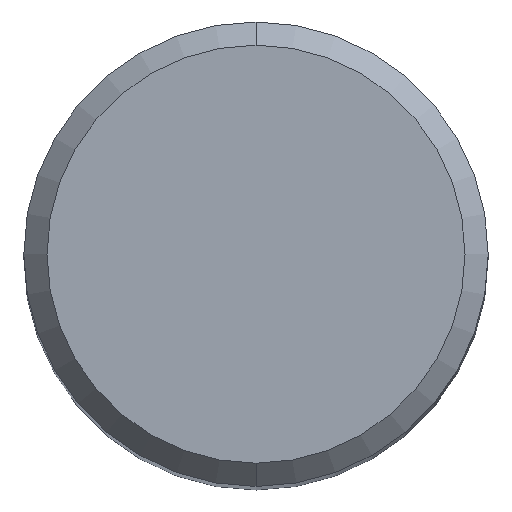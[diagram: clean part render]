
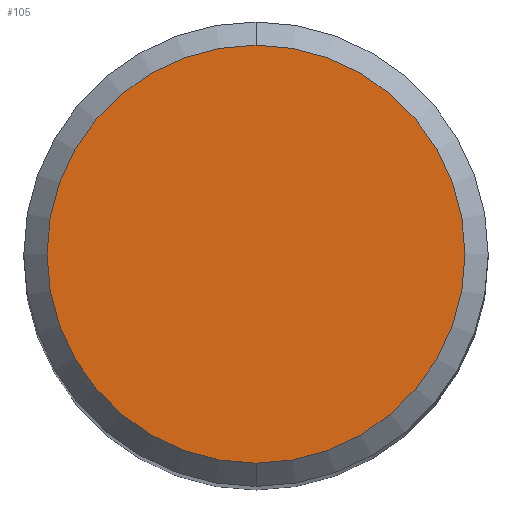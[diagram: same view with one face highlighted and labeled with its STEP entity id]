
A CAD part, top view. The second image highlights one B-rep face of the part: STEP entity #105.
In plain terms, the highlighted planar face has unit normal (0, 0, 1).
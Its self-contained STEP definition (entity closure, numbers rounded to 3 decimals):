
#105=ADVANCED_FACE('',(#256),#257,.T.);
#143=EDGE_CURVE('',#225,#179,#300,.T.);
#179=VERTEX_POINT('',#340);
#181=EDGE_CURVE('',#179,#225,#342,.T.);
#225=VERTEX_POINT('',#392);
#256=FACE_OUTER_BOUND('',#419,.T.);
#257=PLANE('',#420);
#300=CIRCLE('',#475,3.6);
#340=CARTESIAN_POINT('',(0.0,3.6,0.));
#342=CIRCLE('',#531,3.6);
#392=CARTESIAN_POINT('',(0.,-3.6,0.));
#419=EDGE_LOOP('',(#606,#607));
#420=AXIS2_PLACEMENT_3D('',#608,#609,#610);
#475=AXIS2_PLACEMENT_3D('',#669,#670,#671);
#531=AXIS2_PLACEMENT_3D('',#720,#721,#722);
#606=ORIENTED_EDGE('',*,*,#181,.F.);
#607=ORIENTED_EDGE('',*,*,#143,.F.);
#608=CARTESIAN_POINT('',(0.0,1.8,0.));
#609=DIRECTION('',(-0.0,0.0,1.0));
#610=DIRECTION('',(0.0,-1.0,0.0));
#669=CARTESIAN_POINT('',(0.0,0.0,0.));
#670=DIRECTION('',(0.0,0.0,-1.0));
#671=DIRECTION('',(0.0,1.0,0.0));
#720=CARTESIAN_POINT('',(0.0,0.0,0.));
#721=DIRECTION('',(0.0,0.0,-1.0));
#722=DIRECTION('',(0.0,1.0,0.0));
